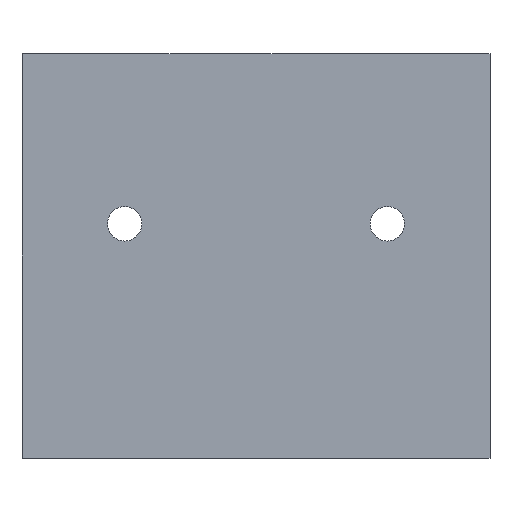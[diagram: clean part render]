
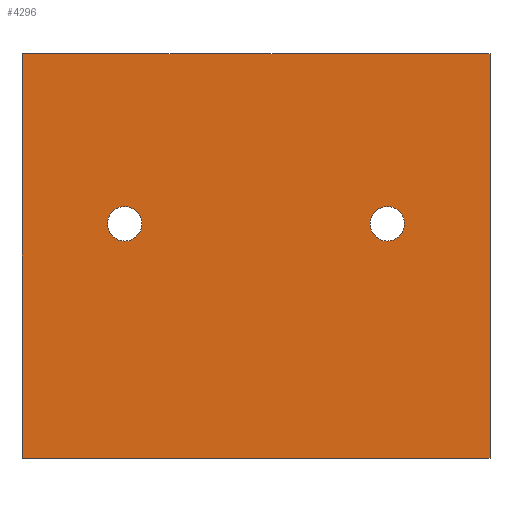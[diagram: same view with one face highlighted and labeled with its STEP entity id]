
A CAD part, front view. The second image highlights one B-rep face of the part: STEP entity #4296.
In plain terms, the highlighted planar face has unit normal (0, -1, 0).
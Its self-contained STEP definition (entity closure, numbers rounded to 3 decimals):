
#42 = CARTESIAN_POINT ( 'NONE',  ( 19.23, 0., -17.6 ) ) ;
#301 = VECTOR ( 'NONE', #4839, 1000. ) ;
#323 = EDGE_CURVE ( 'NONE', #2911, #445, #2096, .T. ) ;
#367 = CARTESIAN_POINT ( 'NONE',  ( 15.33, 0., -6.65 ) ) ;
#419 = CARTESIAN_POINT ( 'NONE',  ( 15.33, 0., -8.15 ) ) ;
#445 = VERTEX_POINT ( 'NONE', #3478 ) ;
#617 = CARTESIAN_POINT ( 'NONE',  ( 19.8, 0., 0. ) ) ;
#733 = CIRCLE ( 'NONE', #3073, 0.75 ) ;
#800 = VECTOR ( 'NONE', #2861, 1000. ) ;
#922 = ORIENTED_EDGE ( 'NONE', *, *, #4456, .T. ) ;
#1025 = ORIENTED_EDGE ( 'NONE', *, *, #1917, .F. ) ;
#1257 = CIRCLE ( 'NONE', #2725, 0.75 ) ;
#1381 = ORIENTED_EDGE ( 'NONE', *, *, #4518, .F. ) ;
#1415 = VERTEX_POINT ( 'NONE', #5111 ) ;
#1502 = CARTESIAN_POINT ( 'NONE',  ( -0.57, 0., -17.6 ) ) ;
#1575 = ORIENTED_EDGE ( 'NONE', *, *, #323, .F. ) ;
#1676 = CARTESIAN_POINT ( 'NONE',  ( 19.23, 0., 0. ) ) ;
#1684 = PLANE ( 'NONE',  #2824 ) ;
#1712 = DIRECTION ( 'NONE',  ( 0., 1., 0. ) ) ;
#1726 = DIRECTION ( 'NONE',  ( 0., 0., 1. ) ) ;
#1917 = EDGE_CURVE ( 'NONE', #3154, #1415, #3703, .T. ) ;
#1952 = EDGE_CURVE ( 'NONE', #2102, #3154, #4550, .T. ) ;
#2011 = ORIENTED_EDGE ( 'NONE', *, *, #1952, .F. ) ;
#2082 = ORIENTED_EDGE ( 'NONE', *, *, #3277, .F. ) ;
#2096 = CIRCLE ( 'NONE', #3791, 0.75 ) ;
#2102 = VERTEX_POINT ( 'NONE', #3909 ) ;
#2276 = VECTOR ( 'NONE', #3747, 1000. ) ;
#2725 = AXIS2_PLACEMENT_3D ( 'NONE', #3333, #3351, #3363 ) ;
#2824 = AXIS2_PLACEMENT_3D ( 'NONE', #1676, #1712, #1726 ) ;
#2846 = CARTESIAN_POINT ( 'NONE',  ( 19.23, 0., 0. ) ) ;
#2861 = DIRECTION ( 'NONE',  ( -1., 0., 0. ) ) ;
#2911 = VERTEX_POINT ( 'NONE', #4666 ) ;
#3073 = AXIS2_PLACEMENT_3D ( 'NONE', #4187, #4170, #4223 ) ;
#3141 = VERTEX_POINT ( 'NONE', #5288 ) ;
#3154 = VERTEX_POINT ( 'NONE', #1502 ) ;
#3274 = EDGE_LOOP ( 'NONE', ( #5236, #1381 ) ) ;
#3277 = EDGE_CURVE ( 'NONE', #3141, #2102, #3409, .T. ) ;
#3333 = CARTESIAN_POINT ( 'NONE',  ( 15.33, 0., -7.4 ) ) ;
#3351 = DIRECTION ( 'NONE',  ( 0., -1., 0. ) ) ;
#3363 = DIRECTION ( 'NONE',  ( 0., 0., 1. ) ) ;
#3409 = LINE ( 'NONE', #617, #2276 ) ;
#3478 = CARTESIAN_POINT ( 'NONE',  ( 3.9, 0., -6.65 ) ) ;
#3703 = LINE ( 'NONE', #4751, #301 ) ;
#3747 = DIRECTION ( 'NONE',  ( 0., 0., -1. ) ) ;
#3791 = AXIS2_PLACEMENT_3D ( 'NONE', #3897, #3890, #3877 ) ;
#3870 = FACE_BOUND ( 'NONE', #3274, .T. ) ;
#3877 = DIRECTION ( 'NONE',  ( 0., 0., 1. ) ) ;
#3890 = DIRECTION ( 'NONE',  ( 0., -1., 0. ) ) ;
#3897 = CARTESIAN_POINT ( 'NONE',  ( 3.9, 0., -7.4 ) ) ;
#3909 = CARTESIAN_POINT ( 'NONE',  ( 19.8, 0., -17.6 ) ) ;
#3941 = LINE ( 'NONE', #2846, #800 ) ;
#4006 = FACE_OUTER_BOUND ( 'NONE', #4222, .T. ) ;
#4060 = VERTEX_POINT ( 'NONE', #419 ) ;
#4170 = DIRECTION ( 'NONE',  ( 0., -1., 0. ) ) ;
#4187 = CARTESIAN_POINT ( 'NONE',  ( 3.9, 0., -7.4 ) ) ;
#4222 = EDGE_LOOP ( 'NONE', ( #922, #1025, #2011, #2082 ) ) ;
#4223 = DIRECTION ( 'NONE',  ( 0., 0., 1. ) ) ;
#4296 = ADVANCED_FACE ( 'NONE', ( #3870, #4982, #4006 ), #1684, .F. ) ;
#4456 = EDGE_CURVE ( 'NONE', #3141, #1415, #3941, .T. ) ;
#4518 = EDGE_CURVE ( 'NONE', #4060, #5321, #1257, .T. ) ;
#4550 = LINE ( 'NONE', #42, #4812 ) ;
#4666 = CARTESIAN_POINT ( 'NONE',  ( 3.9, 0., -8.15 ) ) ;
#4667 = EDGE_CURVE ( 'NONE', #5321, #4060, #5105, .T. ) ;
#4712 = ORIENTED_EDGE ( 'NONE', *, *, #5027, .F. ) ;
#4727 = CARTESIAN_POINT ( 'NONE',  ( 15.33, 0., -7.4 ) ) ;
#4733 = DIRECTION ( 'NONE',  ( 0., -1., 0. ) ) ;
#4739 = DIRECTION ( 'NONE',  ( 0., 0., 1. ) ) ;
#4751 = CARTESIAN_POINT ( 'NONE',  ( -0.57, 0., -17.6 ) ) ;
#4812 = VECTOR ( 'NONE', #5281, 1000. ) ;
#4839 = DIRECTION ( 'NONE',  ( 0., 0., 1. ) ) ;
#4980 = AXIS2_PLACEMENT_3D ( 'NONE', #4727, #4733, #4739 ) ;
#4982 = FACE_BOUND ( 'NONE', #5141, .T. ) ;
#5027 = EDGE_CURVE ( 'NONE', #445, #2911, #733, .T. ) ;
#5105 = CIRCLE ( 'NONE', #4980, 0.75 ) ;
#5111 = CARTESIAN_POINT ( 'NONE',  ( -0.57, 0., 0. ) ) ;
#5141 = EDGE_LOOP ( 'NONE', ( #4712, #1575 ) ) ;
#5236 = ORIENTED_EDGE ( 'NONE', *, *, #4667, .F. ) ;
#5281 = DIRECTION ( 'NONE',  ( -1., 0., 0. ) ) ;
#5288 = CARTESIAN_POINT ( 'NONE',  ( 19.8, 0., 0. ) ) ;
#5321 = VERTEX_POINT ( 'NONE', #367 ) ;
